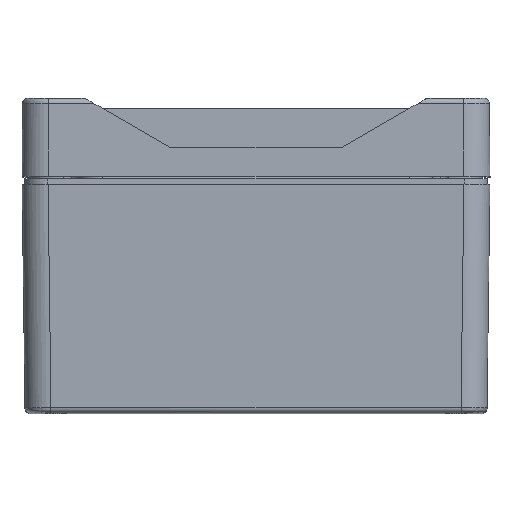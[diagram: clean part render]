
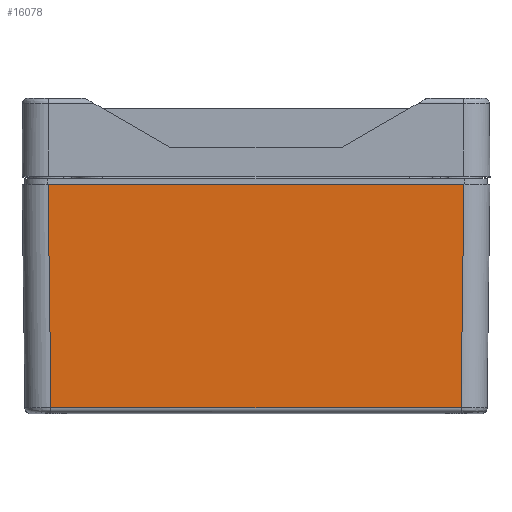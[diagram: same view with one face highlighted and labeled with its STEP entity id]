
A CAD part, top view. The second image highlights one B-rep face of the part: STEP entity #16078.
In plain terms, the highlighted planar face has unit normal (0, -0.013, 1).
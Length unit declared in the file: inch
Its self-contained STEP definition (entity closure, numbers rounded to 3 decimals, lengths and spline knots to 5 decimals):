
#3110 = DIRECTION ( 'NONE',  ( 0., -0.013, 1. ) ) ;
#3781 = LINE ( 'NONE', #23506, #40821 ) ;
#3901 = DIRECTION ( 'NONE',  ( -1., 0., 0. ) ) ;
#4529 = EDGE_LOOP ( 'NONE', ( #41930, #15154, #7944, #12899 ) ) ;
#4590 = VERTEX_POINT ( 'NONE', #26284 ) ;
#5075 = VERTEX_POINT ( 'NONE', #7741 ) ;
#7741 = CARTESIAN_POINT ( 'NONE',  ( -0.3036, -0.03937, 3.06536 ) ) ;
#7944 = ORIENTED_EDGE ( 'NONE', *, *, #42673, .T. ) ;
#11685 = CARTESIAN_POINT ( 'NONE',  ( 2.84526, -0.02061, 3.06561 ) ) ;
#12062 = EDGE_CURVE ( 'NONE', #49872, #4590, #35288, .T. ) ;
#12899 = ORIENTED_EDGE ( 'NONE', *, *, #21393, .F. ) ;
#14284 = CARTESIAN_POINT ( 'NONE',  ( -0.50095, -0.03937, 3.06536 ) ) ;
#15154 = ORIENTED_EDGE ( 'NONE', *, *, #12062, .F. ) ;
#16078 = ADVANCED_FACE ( 'NONE', ( #34659 ), #22599, .T. ) ;
#16088 = CARTESIAN_POINT ( 'NONE',  ( 2.84501, -0.03937, 3.06536 ) ) ;
#18732 = DIRECTION ( 'NONE',  ( 0., -1., -0.013 ) ) ;
#21393 = EDGE_CURVE ( 'NONE', #46723, #5075, #3781, .T. ) ;
#22599 = PLANE ( 'NONE',  #37378 ) ;
#23376 = LINE ( 'NONE', #35432, #48333 ) ;
#23506 = CARTESIAN_POINT ( 'NONE',  ( -0.30384, -0.02061, 3.06561 ) ) ;
#24034 = VECTOR ( 'NONE', #50664, 39.37008 ) ;
#26284 = CARTESIAN_POINT ( 'NONE',  ( 2.82284, -1.7328, 3.0432 ) ) ;
#28422 = DIRECTION ( 'NONE',  ( -1., 0., 0. ) ) ;
#33802 = LINE ( 'NONE', #14284, #44185 ) ;
#34659 = FACE_OUTER_BOUND ( 'NONE', #4529, .T. ) ;
#35288 = LINE ( 'NONE', #11685, #24034 ) ;
#35432 = CARTESIAN_POINT ( 'NONE',  ( 0.38488, -1.7328, 3.0432 ) ) ;
#37378 = AXIS2_PLACEMENT_3D ( 'NONE', #38266, #3110, #18732 ) ;
#38266 = CARTESIAN_POINT ( 'NONE',  ( -0.50095, 0., 3.06588 ) ) ;
#40821 = VECTOR ( 'NONE', #50705, 39.37008 ) ;
#41930 = ORIENTED_EDGE ( 'NONE', *, *, #44010, .F. ) ;
#42673 = EDGE_CURVE ( 'NONE', #49872, #5075, #33802, .T. ) ;
#44010 = EDGE_CURVE ( 'NONE', #4590, #46723, #23376, .T. ) ;
#44185 = VECTOR ( 'NONE', #28422, 39.37008 ) ;
#46723 = VERTEX_POINT ( 'NONE', #48088 ) ;
#48088 = CARTESIAN_POINT ( 'NONE',  ( -0.28143, -1.7328, 3.0432 ) ) ;
#48333 = VECTOR ( 'NONE', #3901, 39.37008 ) ;
#49872 = VERTEX_POINT ( 'NONE', #16088 ) ;
#50664 = DIRECTION ( 'NONE',  ( -0.013, -1., -0.013 ) ) ;
#50705 = DIRECTION ( 'NONE',  ( -0.013, 1., 0.013 ) ) ;
